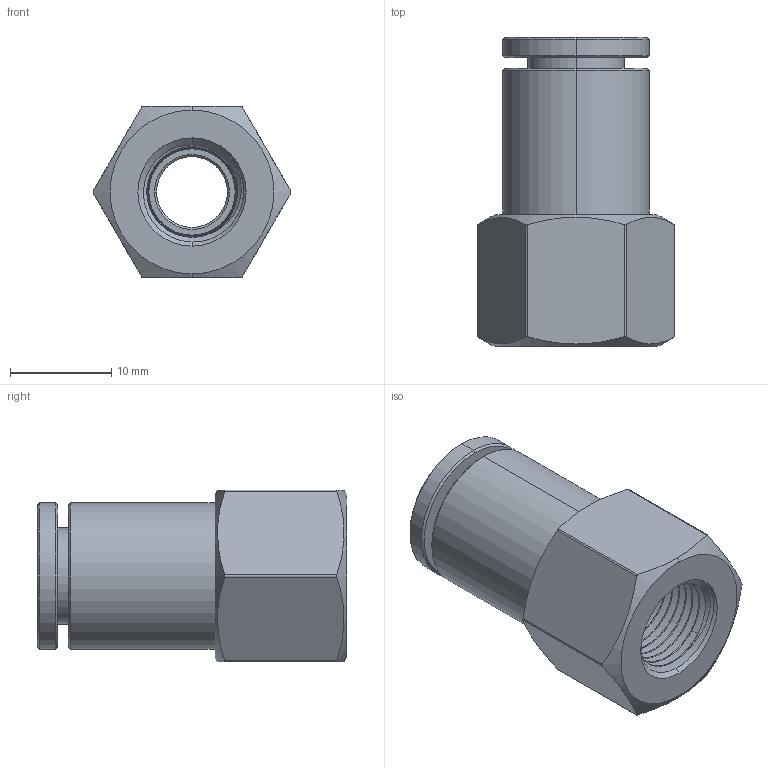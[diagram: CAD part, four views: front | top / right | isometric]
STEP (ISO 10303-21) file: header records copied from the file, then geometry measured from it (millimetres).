
FILE_DESCRIPTION (( 'STEP AP203' ), '1' );
FILE_NAME ('FCS8R1-8W.step', '2016-12-29T00:00:08', ( '' ), ( '' ), 'SwSTEP 2.0', 'SolidWorks 2016', '' );
FILE_SCHEMA (( 'CONFIG_CONTROL_DESIGN' ));
Length unit declared in the file: millimetre
Products named in the file (1): FCS8R1-8W
Bounding box: 19.57 x 30.55 x 17 mm (x, y, z)
Volume: 4080.4 mm3; surface area: 4949.2 mm2
Topology: 6 solids, 6 shells, 412 faces, 1146 edges, 751 vertices
Faces by surface type: plane 155, cone 147, cylinder 68, bspline 42
Entity records: 18524 total; most frequent: CARTESIAN_POINT 8664, ORIENTED_EDGE 2292, DIRECTION 1753, EDGE_CURVE 1146, VERTEX_POINT 751, AXIS2_PLACEMENT_3D 720, B_SPLINE_CURVE_WITH_KNOTS 484, EDGE_LOOP 429
